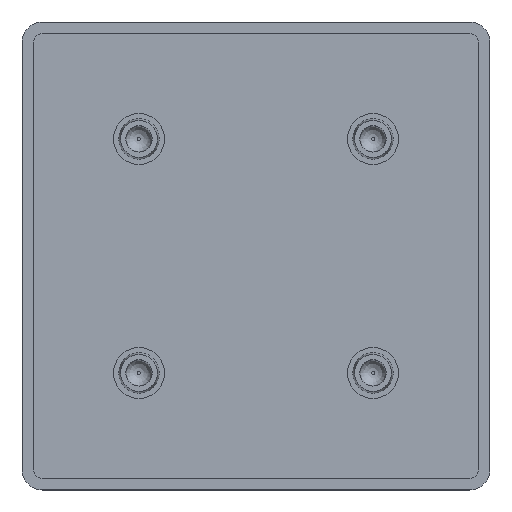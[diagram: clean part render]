
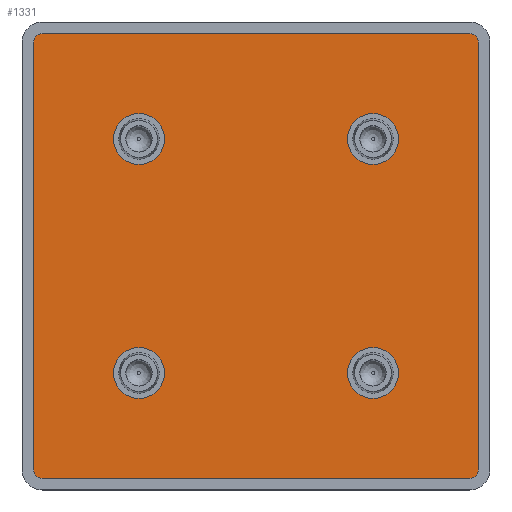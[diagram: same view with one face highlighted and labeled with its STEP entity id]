
A CAD part, top view. The second image highlights one B-rep face of the part: STEP entity #1331.
In plain terms, the highlighted planar face has unit normal (0, 0, 1).
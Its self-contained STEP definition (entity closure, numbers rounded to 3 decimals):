
#189=CARTESIAN_POINT('',(20.0,-24.35,-2.));
#190=VERTEX_POINT('',#189);
#191=CARTESIAN_POINT('',(20.0,-20.0,-2.0));
#192=DIRECTION('',(0.0,0.0,-1.0));
#193=DIRECTION('',(0.0,-1.0,0.0));
#194=AXIS2_PLACEMENT_3D('',#191,#192,#193);
#195=CIRCLE('',#194,4.35);
#196=EDGE_CURVE('',#190,#190,#195,.T.);
#434=CARTESIAN_POINT('',(20.0,15.65,-2.));
#435=VERTEX_POINT('',#434);
#436=CARTESIAN_POINT('',(20.0,20.0,-2.0));
#437=DIRECTION('',(0.0,0.0,-1.0));
#438=DIRECTION('',(0.0,-1.0,0.0));
#439=AXIS2_PLACEMENT_3D('',#436,#437,#438);
#440=CIRCLE('',#439,4.35);
#441=EDGE_CURVE('',#435,#435,#440,.T.);
#679=CARTESIAN_POINT('',(-20.0,-24.35,-2.));
#680=VERTEX_POINT('',#679);
#681=CARTESIAN_POINT('',(-20.0,-20.0,-2.0));
#682=DIRECTION('',(0.0,0.0,-1.0));
#683=DIRECTION('',(0.0,-1.0,0.0));
#684=AXIS2_PLACEMENT_3D('',#681,#682,#683);
#685=CIRCLE('',#684,4.35);
#686=EDGE_CURVE('',#680,#680,#685,.T.);
#924=CARTESIAN_POINT('',(-20.0,15.65,-2.));
#925=VERTEX_POINT('',#924);
#926=CARTESIAN_POINT('',(-20.0,20.0,-2.0));
#927=DIRECTION('',(0.0,0.0,-1.0));
#928=DIRECTION('',(0.0,-1.0,0.0));
#929=AXIS2_PLACEMENT_3D('',#926,#927,#928);
#930=CIRCLE('',#929,4.35);
#931=EDGE_CURVE('',#925,#925,#930,.T.);
#1053=CARTESIAN_POINT('',(-38.,36.5,-2.0));
#1054=VERTEX_POINT('',#1053);
#1055=CARTESIAN_POINT('',(-38.,-36.5,-2.0));
#1056=VERTEX_POINT('',#1055);
#1057=CARTESIAN_POINT('',(-38.,36.5,-2.0));
#1058=DIRECTION('',(0.0,-1.0,0.0));
#1059=VECTOR('',#1058,73.);
#1060=LINE('',#1057,#1059);
#1061=EDGE_CURVE('',#1054,#1056,#1060,.T.);
#1093=CARTESIAN_POINT('',(-36.5,-38.,-2.0));
#1094=VERTEX_POINT('',#1093);
#1095=CARTESIAN_POINT('',(-36.5,-36.5,-2.0));
#1096=DIRECTION('',(0.0,0.0,1.0));
#1097=DIRECTION('',(1.0,0.0,0.0));
#1098=AXIS2_PLACEMENT_3D('',#1095,#1096,#1097);
#1099=CIRCLE('',#1098,1.5);
#1100=EDGE_CURVE('',#1056,#1094,#1099,.T.);
#1126=CARTESIAN_POINT('',(36.5,-38.,-2.0));
#1127=VERTEX_POINT('',#1126);
#1128=CARTESIAN_POINT('',(-36.5,-38.,-2.0));
#1129=DIRECTION('',(1.0,0.0,0.0));
#1130=VECTOR('',#1129,73.);
#1131=LINE('',#1128,#1130);
#1132=EDGE_CURVE('',#1094,#1127,#1131,.T.);
#1157=CARTESIAN_POINT('',(38.,-36.5,-2.0));
#1158=VERTEX_POINT('',#1157);
#1159=CARTESIAN_POINT('',(36.5,-36.5,-2.0));
#1160=DIRECTION('',(0.0,0.0,1.0));
#1161=DIRECTION('',(0.0,1.0,0.0));
#1162=AXIS2_PLACEMENT_3D('',#1159,#1160,#1161);
#1163=CIRCLE('',#1162,1.5);
#1164=EDGE_CURVE('',#1127,#1158,#1163,.T.);
#1190=CARTESIAN_POINT('',(38.,36.5,-2.0));
#1191=VERTEX_POINT('',#1190);
#1192=CARTESIAN_POINT('',(38.,-36.5,-2.0));
#1193=DIRECTION('',(0.0,1.0,0.0));
#1194=VECTOR('',#1193,73.);
#1195=LINE('',#1192,#1194);
#1196=EDGE_CURVE('',#1158,#1191,#1195,.T.);
#1221=CARTESIAN_POINT('',(36.5,38.,-2.0));
#1222=VERTEX_POINT('',#1221);
#1223=CARTESIAN_POINT('',(36.5,36.5,-2.0));
#1224=DIRECTION('',(0.0,0.0,1.0));
#1225=DIRECTION('',(-1.0,0.0,0.0));
#1226=AXIS2_PLACEMENT_3D('',#1223,#1224,#1225);
#1227=CIRCLE('',#1226,1.5);
#1228=EDGE_CURVE('',#1191,#1222,#1227,.T.);
#1254=CARTESIAN_POINT('',(-36.5,38.,-2.0));
#1255=VERTEX_POINT('',#1254);
#1256=CARTESIAN_POINT('',(36.5,38.,-2.0));
#1257=DIRECTION('',(-1.0,0.0,0.0));
#1258=VECTOR('',#1257,73.);
#1259=LINE('',#1256,#1258);
#1260=EDGE_CURVE('',#1222,#1255,#1259,.T.);
#1285=CARTESIAN_POINT('',(-36.5,36.5,-2.0));
#1286=DIRECTION('',(0.0,0.0,1.0));
#1287=DIRECTION('',(0.0,-1.0,0.0));
#1288=AXIS2_PLACEMENT_3D('',#1285,#1286,#1287);
#1289=CIRCLE('',#1288,1.5);
#1290=EDGE_CURVE('',#1255,#1054,#1289,.T.);
#1304=CARTESIAN_POINT('',(0.0,0.,-2.0));
#1305=DIRECTION('',(0.0,0.0,1.0));
#1306=DIRECTION('',(1.0,0.0,0.0));
#1307=AXIS2_PLACEMENT_3D('',#1304,#1305,#1306);
#1308=PLANE('',#1307);
#1309=ORIENTED_EDGE('',*,*,#1061,.T.);
#1310=ORIENTED_EDGE('',*,*,#1100,.T.);
#1311=ORIENTED_EDGE('',*,*,#1132,.T.);
#1312=ORIENTED_EDGE('',*,*,#1164,.T.);
#1313=ORIENTED_EDGE('',*,*,#1196,.T.);
#1314=ORIENTED_EDGE('',*,*,#1228,.T.);
#1315=ORIENTED_EDGE('',*,*,#1260,.T.);
#1316=ORIENTED_EDGE('',*,*,#1290,.T.);
#1317=EDGE_LOOP('',(#1309,#1310,#1311,#1312,#1313,#1314,#1315,#1316));
#1318=FACE_OUTER_BOUND('',#1317,.T.);
#1319=ORIENTED_EDGE('',*,*,#196,.T.);
#1320=EDGE_LOOP('',(#1319));
#1321=FACE_BOUND('',#1320,.T.);
#1322=ORIENTED_EDGE('',*,*,#441,.T.);
#1323=EDGE_LOOP('',(#1322));
#1324=FACE_BOUND('',#1323,.T.);
#1325=ORIENTED_EDGE('',*,*,#686,.T.);
#1326=EDGE_LOOP('',(#1325));
#1327=FACE_BOUND('',#1326,.T.);
#1328=ORIENTED_EDGE('',*,*,#931,.T.);
#1329=EDGE_LOOP('',(#1328));
#1330=FACE_BOUND('',#1329,.T.);
#1331=ADVANCED_FACE('',(#1318,#1321,#1324,#1327,#1330),#1308,.T.);
